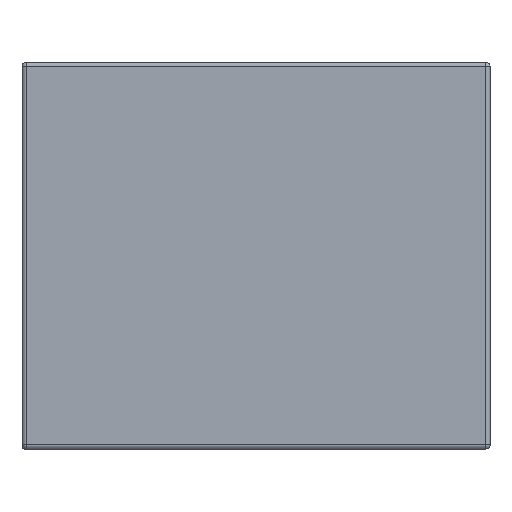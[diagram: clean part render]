
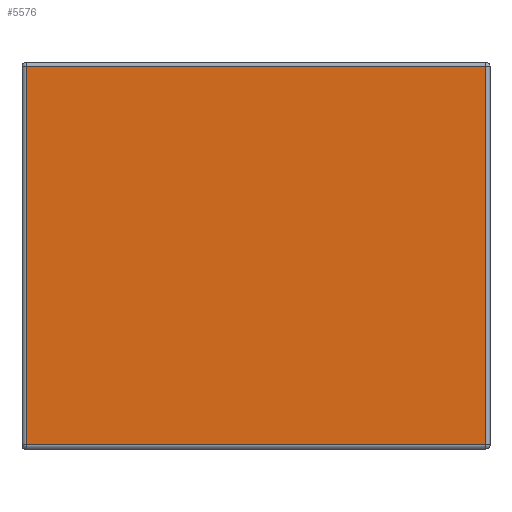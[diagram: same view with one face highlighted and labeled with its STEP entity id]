
A CAD part, top view. The second image highlights one B-rep face of the part: STEP entity #5576.
In plain terms, the highlighted planar face has unit normal (0, 0, 1).
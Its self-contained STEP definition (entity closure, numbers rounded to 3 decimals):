
#446=FACE_OUTER_BOUND('',#782,.T.);
#782=EDGE_LOOP('',(#4013,#4014,#4015,#4016));
#1321=LINE('',#8362,#1876);
#1322=LINE('',#8364,#1877);
#1323=LINE('',#8366,#1878);
#1324=LINE('',#8367,#1879);
#1876=VECTOR('',#6688,1.);
#1877=VECTOR('',#6689,1.);
#1878=VECTOR('',#6690,1.);
#1879=VECTOR('',#6691,1.);
#2513=VERTEX_POINT('',#8360);
#2514=VERTEX_POINT('',#8361);
#2515=VERTEX_POINT('',#8363);
#2516=VERTEX_POINT('',#8365);
#3087=EDGE_CURVE('',#2513,#2514,#1321,.T.);
#3088=EDGE_CURVE('',#2514,#2515,#1322,.T.);
#3089=EDGE_CURVE('',#2515,#2516,#1323,.T.);
#3090=EDGE_CURVE('',#2516,#2513,#1324,.T.);
#4013=ORIENTED_EDGE('',*,*,#3087,.T.);
#4014=ORIENTED_EDGE('',*,*,#3088,.T.);
#4015=ORIENTED_EDGE('',*,*,#3089,.T.);
#4016=ORIENTED_EDGE('',*,*,#3090,.T.);
#5285=PLANE('',#5986);
#5576=ADVANCED_FACE('',(#446),#5285,.T.);
#5986=AXIS2_PLACEMENT_3D('',#8359,#6686,#6687);
#6686=DIRECTION('center_axis',(0.,0.,1.));
#6687=DIRECTION('ref_axis',(1.,0.,0.));
#6688=DIRECTION('',(0.,-1.,0.));
#6689=DIRECTION('',(1.,0.,0.));
#6690=DIRECTION('',(0.,1.,0.));
#6691=DIRECTION('',(-1.,0.,0.));
#8359=CARTESIAN_POINT('Origin',(-4.435,0.205,7.1));
#8360=CARTESIAN_POINT('',(-10.085,4.855,7.1));
#8361=CARTESIAN_POINT('',(-10.085,-4.445,7.1));
#8362=CARTESIAN_POINT('',(-10.085,-4.545,7.1));
#8363=CARTESIAN_POINT('',(1.215,-4.445,7.1));
#8364=CARTESIAN_POINT('',(1.315,-4.445,7.1));
#8365=CARTESIAN_POINT('',(1.215,4.855,7.1));
#8366=CARTESIAN_POINT('',(1.215,4.955,7.1));
#8367=CARTESIAN_POINT('',(-10.185,4.855,7.1));
